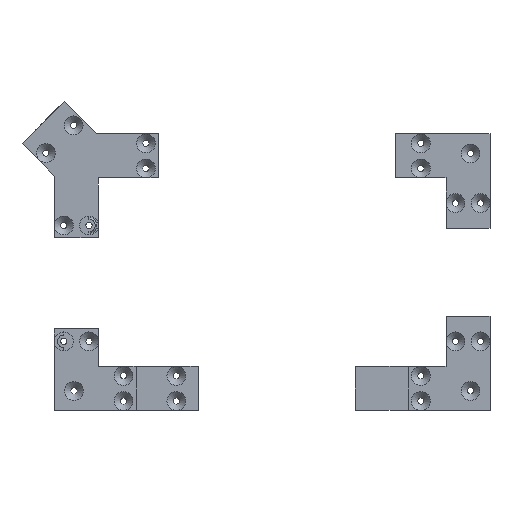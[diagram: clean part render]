
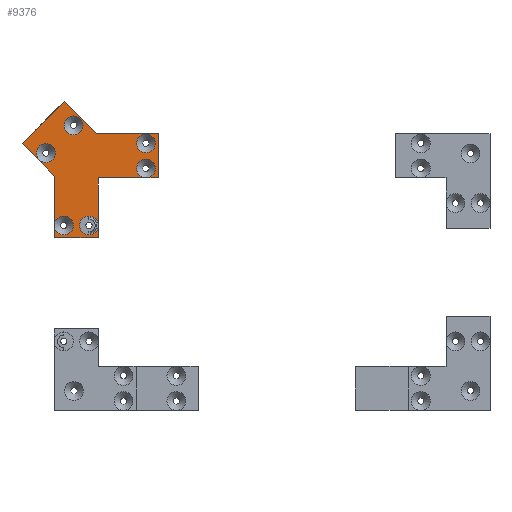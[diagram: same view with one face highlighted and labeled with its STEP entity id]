
A CAD part, left-side view. The second image highlights one B-rep face of the part: STEP entity #9376.
In plain terms, the highlighted planar face has unit normal (-1, 0, 0).
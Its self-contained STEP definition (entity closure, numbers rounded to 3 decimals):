
#57=FACE_BOUND('',#1288,.T.);
#58=FACE_BOUND('',#1289,.T.);
#337=CIRCLE('',#9968,3.);
#338=CIRCLE('',#9969,3.);
#339=CIRCLE('',#9970,3.);
#340=CIRCLE('',#9971,3.);
#341=CIRCLE('',#9972,3.);
#342=CIRCLE('',#9973,3.);
#343=CIRCLE('',#9974,3.);
#344=CIRCLE('',#9975,3.);
#345=CIRCLE('',#9976,3.);
#767=FACE_OUTER_BOUND('',#1287,.T.);
#1287=EDGE_LOOP('',(#6785,#6786,#6787,#6788,#6789,#6790,#6791,#6792,#6793,
#6794,#6795,#6796,#6797,#6798,#6799,#6800,#6801,#6802,#6803,#6804));
#1288=EDGE_LOOP('',(#6805));
#1289=EDGE_LOOP('',(#6806));
#1936=LINE('',#13939,#2982);
#1956=LINE('',#13994,#3002);
#1982=LINE('',#14074,#3028);
#1983=LINE('',#14075,#3029);
#1998=LINE('',#14125,#3044);
#1999=LINE('',#14127,#3045);
#2000=LINE('',#14129,#3046);
#2001=LINE('',#14134,#3047);
#2002=LINE('',#14136,#3048);
#2003=LINE('',#14138,#3049);
#2004=LINE('',#14140,#3050);
#2005=LINE('',#14142,#3051);
#2006=LINE('',#14146,#3052);
#2982=VECTOR('',#11129,10.);
#3002=VECTOR('',#11177,10.);
#3028=VECTOR('',#11229,10.);
#3029=VECTOR('',#11230,10.);
#3044=VECTOR('',#11269,10.);
#3045=VECTOR('',#11272,10.);
#3046=VECTOR('',#11273,10.);
#3047=VECTOR('',#11278,10.);
#3048=VECTOR('',#11279,10.);
#3049=VECTOR('',#11280,10.);
#3050=VECTOR('',#11281,10.);
#3051=VECTOR('',#11282,10.);
#3052=VECTOR('',#11287,10.);
#3996=VERTEX_POINT('',#13936);
#3997=VERTEX_POINT('',#13938);
#4009=VERTEX_POINT('',#13991);
#4010=VERTEX_POINT('',#13993);
#4034=VERTEX_POINT('',#14071);
#4035=VERTEX_POINT('',#14073);
#4057=VERTEX_POINT('',#14121);
#4058=VERTEX_POINT('',#14124);
#4059=VERTEX_POINT('',#14128);
#4060=VERTEX_POINT('',#14130);
#4061=VERTEX_POINT('',#14133);
#4062=VERTEX_POINT('',#14135);
#4063=VERTEX_POINT('',#14137);
#4064=VERTEX_POINT('',#14139);
#4065=VERTEX_POINT('',#14141);
#4066=VERTEX_POINT('',#14143);
#4067=VERTEX_POINT('',#14147);
#4068=VERTEX_POINT('',#14149);
#4998=EDGE_CURVE('',#3997,#3996,#1936,.T.);
#5023=EDGE_CURVE('',#4010,#4009,#1956,.T.);
#5057=EDGE_CURVE('',#4034,#4035,#1982,.T.);
#5058=EDGE_CURVE('',#4035,#4009,#1983,.T.);
#5081=EDGE_CURVE('',#4057,#4035,#337,.T.);
#5082=EDGE_CURVE('',#4035,#4057,#338,.T.);
#5083=EDGE_CURVE('',#4058,#4034,#1998,.T.);
#5084=EDGE_CURVE('',#4058,#4058,#339,.T.);
#5085=EDGE_CURVE('',#3997,#4058,#1999,.T.);
#5086=EDGE_CURVE('',#4059,#3996,#2000,.T.);
#5087=EDGE_CURVE('',#4060,#4059,#340,.T.);
#5088=EDGE_CURVE('',#4059,#4060,#341,.T.);
#5089=EDGE_CURVE('',#4061,#4059,#2001,.T.);
#5090=EDGE_CURVE('',#4062,#4061,#2002,.T.);
#5091=EDGE_CURVE('',#4063,#4062,#2003,.T.);
#5092=EDGE_CURVE('',#4064,#4063,#2004,.T.);
#5093=EDGE_CURVE('',#4065,#4064,#2005,.T.);
#5094=EDGE_CURVE('',#4066,#4065,#342,.T.);
#5095=EDGE_CURVE('',#4065,#4066,#343,.T.);
#5096=EDGE_CURVE('',#4010,#4065,#2006,.T.);
#5097=EDGE_CURVE('',#4067,#4067,#344,.T.);
#5098=EDGE_CURVE('',#4068,#4068,#345,.T.);
#6785=ORIENTED_EDGE('',*,*,#5023,.T.);
#6786=ORIENTED_EDGE('',*,*,#5058,.F.);
#6787=ORIENTED_EDGE('',*,*,#5081,.F.);
#6788=ORIENTED_EDGE('',*,*,#5082,.F.);
#6789=ORIENTED_EDGE('',*,*,#5057,.F.);
#6790=ORIENTED_EDGE('',*,*,#5083,.F.);
#6791=ORIENTED_EDGE('',*,*,#5084,.F.);
#6792=ORIENTED_EDGE('',*,*,#5085,.F.);
#6793=ORIENTED_EDGE('',*,*,#4998,.T.);
#6794=ORIENTED_EDGE('',*,*,#5086,.F.);
#6795=ORIENTED_EDGE('',*,*,#5087,.F.);
#6796=ORIENTED_EDGE('',*,*,#5088,.F.);
#6797=ORIENTED_EDGE('',*,*,#5089,.F.);
#6798=ORIENTED_EDGE('',*,*,#5090,.F.);
#6799=ORIENTED_EDGE('',*,*,#5091,.F.);
#6800=ORIENTED_EDGE('',*,*,#5092,.F.);
#6801=ORIENTED_EDGE('',*,*,#5093,.F.);
#6802=ORIENTED_EDGE('',*,*,#5094,.F.);
#6803=ORIENTED_EDGE('',*,*,#5095,.F.);
#6804=ORIENTED_EDGE('',*,*,#5096,.F.);
#6805=ORIENTED_EDGE('',*,*,#5097,.F.);
#6806=ORIENTED_EDGE('',*,*,#5098,.F.);
#9021=PLANE('',#9967);
#9376=ADVANCED_FACE('',(#767,#57,#58),#9021,.T.);
#9967=AXIS2_PLACEMENT_3D('',#14120,#11263,#11264);
#9968=AXIS2_PLACEMENT_3D('',#14122,#11265,#11266);
#9969=AXIS2_PLACEMENT_3D('',#14123,#11267,#11268);
#9970=AXIS2_PLACEMENT_3D('',#14126,#11270,#11271);
#9971=AXIS2_PLACEMENT_3D('',#14131,#11274,#11275);
#9972=AXIS2_PLACEMENT_3D('',#14132,#11276,#11277);
#9973=AXIS2_PLACEMENT_3D('',#14144,#11283,#11284);
#9974=AXIS2_PLACEMENT_3D('',#14145,#11285,#11286);
#9975=AXIS2_PLACEMENT_3D('',#14148,#11288,#11289);
#9976=AXIS2_PLACEMENT_3D('',#14150,#11290,#11291);
#11129=DIRECTION('',(0.,0.,1.));
#11177=DIRECTION('',(0.,-1.,0.));
#11229=DIRECTION('',(0.,0.,-1.));
#11230=DIRECTION('',(0.,0.,-1.));
#11263=DIRECTION('center_axis',(-1.,0.,0.));
#11264=DIRECTION('ref_axis',(0.,1.,0.));
#11265=DIRECTION('center_axis',(-1.,0.,0.));
#11266=DIRECTION('ref_axis',(0.,0.,
1.));
#11267=DIRECTION('center_axis',(-1.,0.,0.));
#11268=DIRECTION('ref_axis',(0.,0.,
1.));
#11269=DIRECTION('',(0.,1.,0.));
#11270=DIRECTION('center_axis',(-1.,0.,0.));
#11271=DIRECTION('ref_axis',(0.,0.,
1.));
#11272=DIRECTION('',(0.,1.,0.));
#11273=DIRECTION('',(0.,-1.,0.));
#11274=DIRECTION('center_axis',(-1.,0.,0.));
#11275=DIRECTION('ref_axis',(0.,0.,
1.));
#11276=DIRECTION('center_axis',(-1.,0.,0.));
#11277=DIRECTION('ref_axis',(0.,0.,
1.));
#11278=DIRECTION('',(0.,-1.,0.));
#11279=DIRECTION('',(0.,-0.707,-0.707));
#11280=DIRECTION('',(0.,-0.707,0.707));
#11281=DIRECTION('',(0.,0.707,0.707));
#11282=DIRECTION('',(0.,0.,1.));
#11283=DIRECTION('center_axis',(-1.,0.,0.));
#11284=DIRECTION('ref_axis',(0.,0.,
1.));
#11285=DIRECTION('center_axis',(-1.,0.,0.));
#11286=DIRECTION('ref_axis',(0.,0.,
1.));
#11287=DIRECTION('',(0.,0.,1.));
#11288=DIRECTION('center_axis',(-1.,0.,0.));
#11289=DIRECTION('ref_axis',(0.,0.,
1.));
#11290=DIRECTION('center_axis',(-1.,0.,0.));
#11291=DIRECTION('ref_axis',(0.,0.,
1.));
#13936=CARTESIAN_POINT('',(-118.5,-8.827,8.373));
#13938=CARTESIAN_POINT('',(-118.5,-8.827,-5.627));
#13939=CARTESIAN_POINT('',(-118.5,-8.827,-8.476));
#13991=CARTESIAN_POINT('',(-118.5,10.173,-24.627));
#13993=CARTESIAN_POINT('',(-118.5,24.173,-24.627));
#13994=CARTESIAN_POINT('',(-118.5,13.324,-24.627));
#14071=CARTESIAN_POINT('',(-118.5,10.173,-5.627));
#14073=CARTESIAN_POINT('',(-118.5,10.173,-20.749));
#14074=CARTESIAN_POINT('',(-118.5,10.173,-42.627));
#14075=CARTESIAN_POINT('',(-118.5,10.173,-42.627));
#14120=CARTESIAN_POINT('Origin',(-118.5,3.476,-12.324));
#14121=CARTESIAN_POINT('',(-118.5,13.173,-23.749));
#14122=CARTESIAN_POINT('Origin',(-118.5,13.173,-20.749));
#14123=CARTESIAN_POINT('Origin',(-118.5,13.173,-20.749));
#14124=CARTESIAN_POINT('',(-118.5,-4.949,-5.627));
#14125=CARTESIAN_POINT('',(-118.5,-26.827,-5.627));
#14126=CARTESIAN_POINT('Origin',(-118.5,-4.949,-2.627));
#14127=CARTESIAN_POINT('',(-118.5,-26.827,-5.627));
#14128=CARTESIAN_POINT('',(-118.5,-4.949,8.373));
#14129=CARTESIAN_POINT('',(-118.5,11.173,8.373));
#14130=CARTESIAN_POINT('',(-118.5,-4.949,2.373));
#14131=CARTESIAN_POINT('Origin',(-118.5,-4.949,5.373));
#14132=CARTESIAN_POINT('Origin',(-118.5,-4.949,5.373));
#14133=CARTESIAN_POINT('',(-118.5,10.758,8.373));
#14134=CARTESIAN_POINT('',(-118.5,11.173,8.373));
#14135=CARTESIAN_POINT('',(-118.5,21.072,18.686));
#14136=CARTESIAN_POINT('',(-118.5,10.465,8.08));
#14137=CARTESIAN_POINT('',(-118.5,34.486,5.272));
#14138=CARTESIAN_POINT('',(-118.5,21.779,17.979));
#14139=CARTESIAN_POINT('',(-118.5,24.173,-5.042));
#14140=CARTESIAN_POINT('',(-118.5,23.88,-5.335));
#14141=CARTESIAN_POINT('',(-118.5,24.173,-20.749));
#14142=CARTESIAN_POINT('',(-118.5,24.173,-4.627));
#14143=CARTESIAN_POINT('',(-118.5,21.173,-23.749));
#14144=CARTESIAN_POINT('Origin',(-118.5,21.173,-20.749));
#14145=CARTESIAN_POINT('Origin',(-118.5,21.173,-20.749));
#14146=CARTESIAN_POINT('',(-118.5,24.173,-4.627));
#14147=CARTESIAN_POINT('',(-118.5,26.89,-0.738));
#14148=CARTESIAN_POINT('Origin',(-118.5,26.89,2.262));
#14149=CARTESIAN_POINT('',(-118.5,18.062,8.09));
#14150=CARTESIAN_POINT('Origin',(-118.5,18.062,11.09));
